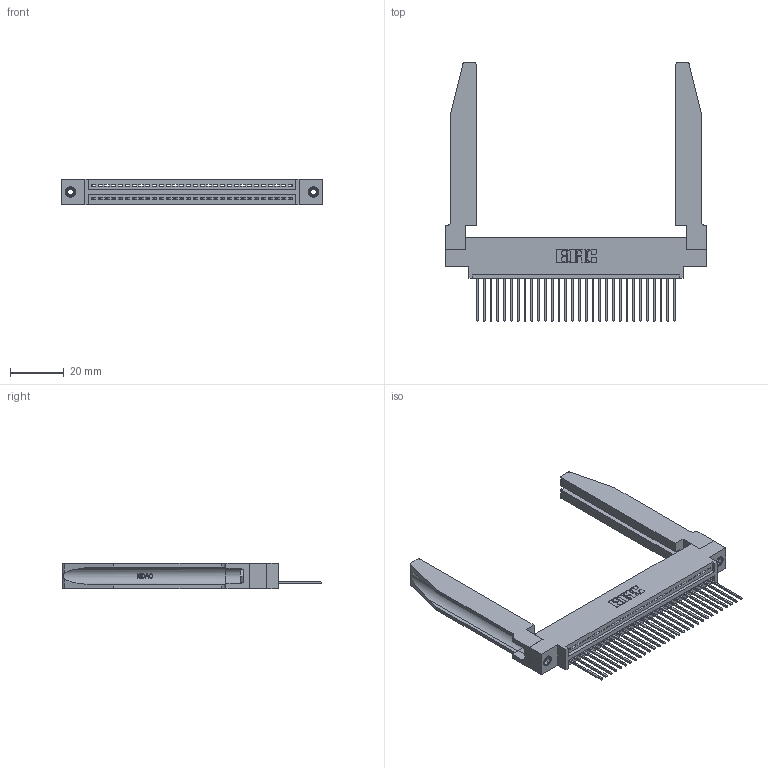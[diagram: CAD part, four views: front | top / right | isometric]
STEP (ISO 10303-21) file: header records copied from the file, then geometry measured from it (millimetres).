
FILE_DESCRIPTION (( 'STEP AP203' ), '1' );
FILE_NAME ('345-030-542-678.STEP', '2019-10-07T10:23:33', ( '' ), ( '' ), 'SwSTEP 2.0', 'SolidWorks 2016', '' );
FILE_SCHEMA (( 'CONFIG_CONTROL_DESIGN' ));
Length unit declared in the file: inch
Products named in the file (5): 345-292-001_345-293-142; 345-030-542-678; 345-220-078_345-220-078; 345 Part_0.170 Offset - 0.156 Dia-TH; 345-250-001_345-250-001-102
Assembly tree (35 placements, depth 2):
  345-030-542-678
    345 Part_0.170 Offset - 0.156 Dia-TH
    345-292-001_345-293-142  x30
    345-250-001_345-250-001-102  x2
    345-220-078_345-220-078  x2
Bounding box: 97.43 x 96.57 x 9.4 mm (x, y, z)
Volume: 16880 mm3; surface area: 19336.8 mm2
Topology: 35 solids, 35 shells, 2104 faces, 6241 edges, 4110 vertices
Faces by surface type: plane 1426, cylinder 626, bspline 36, cone 12, torus 4
Entity records: 29084 total; most frequent: CARTESIAN_POINT 5937, ORIENTED_EDGE 4798, DIRECTION 4209, EDGE_CURVE 2399, LINE 2053, VECTOR 2053, VERTEX_POINT 1592, AXIS2_PLACEMENT_3D 1078
